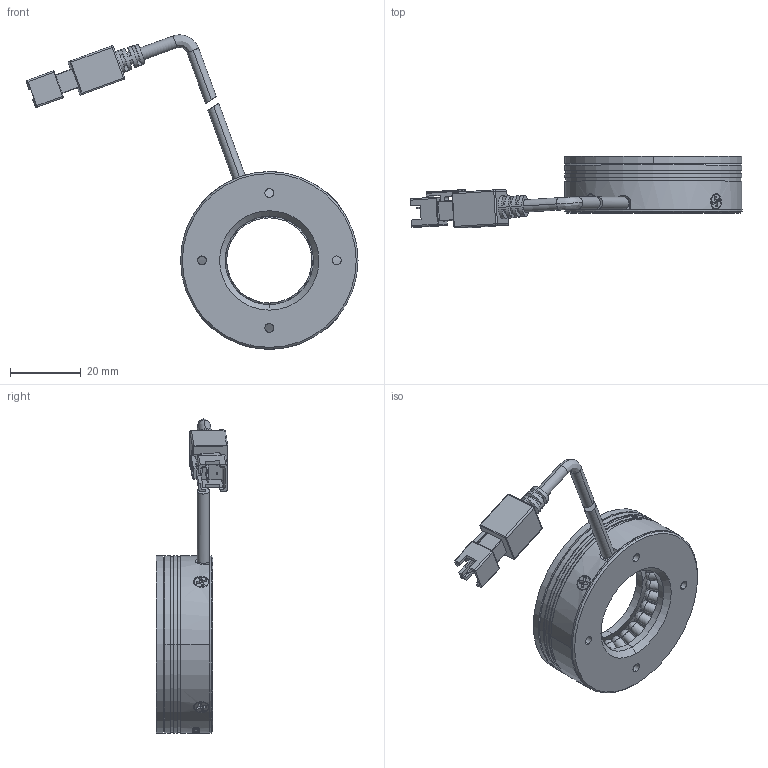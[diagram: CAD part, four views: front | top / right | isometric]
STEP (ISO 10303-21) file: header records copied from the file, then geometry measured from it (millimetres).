
FILE_DESCRIPTION (( 'STEP AP214' ), '1' );
FILE_NAME ('660005-B.STEP', '2019-03-22T06:48:15', ( 'user' ), ( '微软中国' ), 'SwSTEP 2.0', 'SolidWorks 2016', '' );
FILE_SCHEMA (( 'AUTOMOTIVE_DESIGN' ));
Length unit declared in the file: millimetre
Products named in the file (1): 660005-B
Bounding box: 93.57 x 20.28 x 88.58 mm (x, y, z)
Volume: 18774.9 mm3; surface area: 25867.5 mm2
Topology: 67 solids, 67 shells, 1648 faces, 3980 edges, 2598 vertices
Faces by surface type: plane 932, cylinder 551, bspline 91, cone 74
Entity records: 71833 total; most frequent: CARTESIAN_POINT 15085, ORIENTED_EDGE 7712, DIRECTION 7671, EDGE_CURVE 3856, AXIS2_PLACEMENT_3D 2628, VERTEX_POINT 2598, VECTOR 2415, LINE 2415
